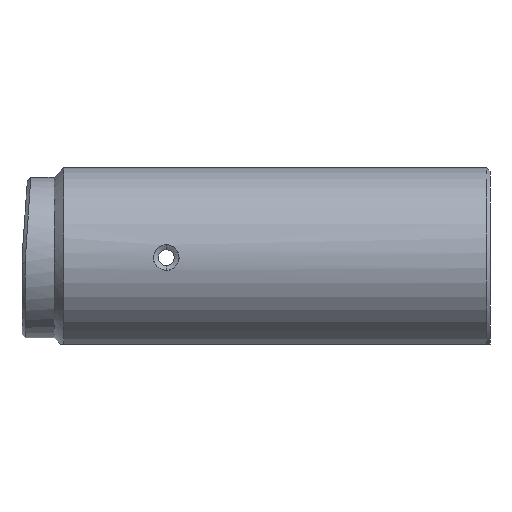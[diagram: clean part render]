
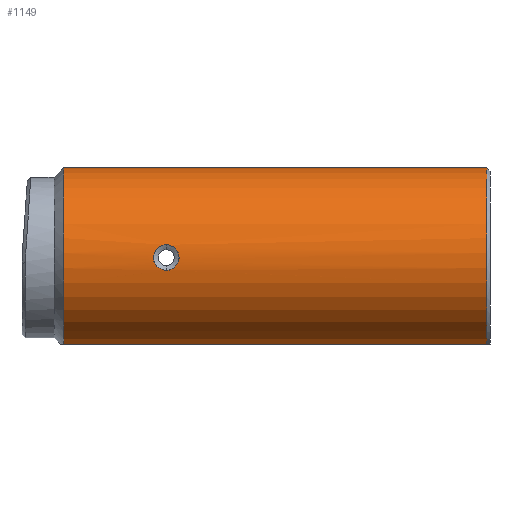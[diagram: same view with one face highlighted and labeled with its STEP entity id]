
A CAD part, front view. The second image highlights one B-rep face of the part: STEP entity #1149.
In plain terms, the highlighted cylindrical face has radius 14 mm (diameter 28 mm), a partial arc.
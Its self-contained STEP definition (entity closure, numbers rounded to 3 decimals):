
#16 = CARTESIAN_POINT ( 'NONE',  ( -0.5, 0., 14. ) ) ;
#33 = DIRECTION ( 'NONE',  ( 0., 0., 1. ) ) ;
#99 = CARTESIAN_POINT ( 'NONE',  ( -48.564, -13.991, 0.519 ) ) ;
#105 = CARTESIAN_POINT ( 'NONE',  ( -49.973, -13.864, -1.947 ) ) ;
#111 = DIRECTION ( 'NONE',  ( -1., 0., 0. ) ) ;
#135 = CARTESIAN_POINT ( 'NONE',  ( -50.632, -13.856, -2. ) ) ;
#164 = CARTESIAN_POINT ( 'NONE',  ( -52.447, -13.992, -0.525 ) ) ;
#170 = CARTESIAN_POINT ( 'NONE',  ( -52.008, -13.938, 1.321 ) ) ;
#182 = CARTESIAN_POINT ( 'NONE',  ( -66.5, 0., 14. ) ) ;
#188 = CARTESIAN_POINT ( 'NONE',  ( -66.5, -3.708, -13.5 ) ) ;
#194 = CARTESIAN_POINT ( 'NONE',  ( -51.72, -13.91, 1.59 ) ) ;
#218 = CARTESIAN_POINT ( 'NONE',  ( -51.145, -13.871, 1.898 ) ) ;
#222 = CARTESIAN_POINT ( 'NONE',  ( -52.298, -13.972, 0.886 ) ) ;
#265 = CARTESIAN_POINT ( 'NONE',  ( -51.02, -13.866, 1.936 ) ) ;
#274 = CARTESIAN_POINT ( 'NONE',  ( -48.5, -14., 0.134 ) ) ;
#280 = CARTESIAN_POINT ( 'NONE',  ( -50.5, -13.856, -2. ) ) ;
#283 = CARTESIAN_POINT ( 'NONE',  ( -0.5, -3.708, -13.5 ) ) ;
#326 = EDGE_CURVE ( 'NONE', #1026, #754, #1352, .T. ) ;
#384 = CARTESIAN_POINT ( 'NONE',  ( -52.235, -13.964, 1.003 ) ) ;
#396 = ORIENTED_EDGE ( 'NONE', *, *, #326, .T. ) ;
#406 = ORIENTED_EDGE ( 'NONE', *, *, #2067, .T. ) ;
#411 = VECTOR ( 'NONE', #644, 1000. ) ;
#432 = CARTESIAN_POINT ( 'NONE',  ( -50.631, -13.856, 2. ) ) ;
#445 = CARTESIAN_POINT ( 'NONE',  ( -48.513, -13.998, -0.261 ) ) ;
#512 = DIRECTION ( 'NONE',  ( 0., 0., -1. ) ) ;
#521 = CARTESIAN_POINT ( 'NONE',  ( -51.504, -13.892, 1.735 ) ) ;
#561 = CARTESIAN_POINT ( 'NONE',  ( -50.5, -13.856, -2. ) ) ;
#575 = CARTESIAN_POINT ( 'NONE',  ( -51.145, -13.871, -1.898 ) ) ;
#607 = EDGE_CURVE ( 'NONE', #1020, #754, #1017, .T. ) ;
#623 = CARTESIAN_POINT ( 'NONE',  ( -49.494, -13.891, 1.748 ) ) ;
#630 = CARTESIAN_POINT ( 'NONE',  ( -48.602, -13.986, -0.644 ) ) ;
#637 = CARTESIAN_POINT ( 'NONE',  ( 0., -3.708, -13.5 ) ) ;
#641 = AXIS2_PLACEMENT_3D ( 'NONE', #1965, #1292, #33 ) ;
#644 = DIRECTION ( 'NONE',  ( 1., 0., 0. ) ) ;
#680 = ORIENTED_EDGE ( 'NONE', *, *, #692, .T. ) ;
#692 = EDGE_CURVE ( 'NONE', #1144, #1254, #1123, .T. ) ;
#734 = EDGE_CURVE ( 'NONE', #1404, #1026, #962, .T. ) ;
#738 = CARTESIAN_POINT ( 'NONE',  ( -51.821, -13.919, 1.507 ) ) ;
#754 = VERTEX_POINT ( 'NONE', #182 ) ;
#807 = CARTESIAN_POINT ( 'NONE',  ( -48.994, -13.938, 1.323 ) ) ;
#814 = CARTESIAN_POINT ( 'NONE',  ( -48.764, -13.965, -1.001 ) ) ;
#895 = CARTESIAN_POINT ( 'NONE',  ( -52.436, -13.991, 0.519 ) ) ;
#929 = CARTESIAN_POINT ( 'NONE',  ( -50.5, -13.856, -2. ) ) ;
#960 = CARTESIAN_POINT ( 'NONE',  ( -50.5, -13.856, 2. ) ) ;
#962 = CIRCLE ( 'NONE', #1808, 14. ) ;
#985 = CARTESIAN_POINT ( 'NONE',  ( -48.765, -13.964, 1.003 ) ) ;
#994 = CARTESIAN_POINT ( 'NONE',  ( -48.993, -13.938, -1.321 ) ) ;
#1017 = CIRCLE ( 'NONE', #1579, 14. ) ;
#1020 = VERTEX_POINT ( 'NONE', #188 ) ;
#1026 = VERTEX_POINT ( 'NONE', #16 ) ;
#1030 = CARTESIAN_POINT ( 'NONE',  ( -51.018, -13.866, -1.936 ) ) ;
#1052 = EDGE_LOOP ( 'NONE', ( #680, #1638 ) ) ;
#1088 = CARTESIAN_POINT ( 'NONE',  ( -50.762, -13.858, -1.987 ) ) ;
#1104 = CARTESIAN_POINT ( 'NONE',  ( -52.398, -13.986, 0.644 ) ) ;
#1123 = B_SPLINE_CURVE_WITH_KNOTS ( 'NONE', 3,
 ( #561, #135, #1088, #1030, #575, #1600, #1567, #1199, #1764, #1708, #1631, #164, #2217, #1779, #2153, #895, #1104, #222, #384, #1440, #170, #738, #194, #521, #1446, #218, #265, #1508, #432, #1672 ),
 .UNSPECIFIED., .F., .F.,
 ( 4, 2, 2, 2, 2, 2, 2, 2, 2, 2, 2, 2, 2, 2, 4 ),
 ( 0., 0., 0.001, 0.001, 0.002, 0.002, 0.003, 0.004, 0.004, 0.004, 0.005, 0.005, 0.005, 0.006, 0.006 ),
 .UNSPECIFIED. ) ;
#1144 = VERTEX_POINT ( 'NONE', #929 ) ;
#1149 = ADVANCED_FACE ( 'NONE', ( #1744, #1799 ), #1241, .T. ) ;
#1167 = CARTESIAN_POINT ( 'NONE',  ( -50.239, -13.856, 2. ) ) ;
#1175 = B_SPLINE_CURVE_WITH_KNOTS ( 'NONE', 3,
 ( #2169, #1167, #1673, #623, #1850, #807, #2014, #985, #2179, #1176, #99, #1346, #274, #1520, #445, #1683, #630, #1861, #814, #2022, #994, #2187, #1183, #105, #1354, #280 ),
 .UNSPECIFIED., .F., .F.,
 ( 4, 2, 2, 2, 2, 2, 2, 2, 2, 2, 2, 2, 4 ),
 ( 0.006, 0.007, 0.008, 0.008, 0.009, 0.009, 0.009, 0.01, 0.01, 0.011, 0.011, 0.012, 0.013 ),
 .UNSPECIFIED. ) ;
#1176 = CARTESIAN_POINT ( 'NONE',  ( -48.603, -13.986, 0.646 ) ) ;
#1183 = CARTESIAN_POINT ( 'NONE',  ( -49.492, -13.891, -1.747 ) ) ;
#1187 = CARTESIAN_POINT ( 'NONE',  ( -0.5, 0., 0. ) ) ;
#1199 = CARTESIAN_POINT ( 'NONE',  ( -51.72, -13.91, -1.59 ) ) ;
#1241 = CYLINDRICAL_SURFACE ( 'NONE', #641, 14. ) ;
#1254 = VERTEX_POINT ( 'NONE', #960 ) ;
#1292 = DIRECTION ( 'NONE',  ( -1., 0., 0. ) ) ;
#1346 = CARTESIAN_POINT ( 'NONE',  ( -48.513, -13.998, 0.264 ) ) ;
#1352 = LINE ( 'NONE', #1943, #2236 ) ;
#1354 = CARTESIAN_POINT ( 'NONE',  ( -50.235, -13.856, -2. ) ) ;
#1359 = DIRECTION ( 'NONE',  ( 0., 0., 1. ) ) ;
#1376 = LINE ( 'NONE', #637, #411 ) ;
#1404 = VERTEX_POINT ( 'NONE', #283 ) ;
#1410 = EDGE_LOOP ( 'NONE', ( #1624, #396, #1675, #406 ) ) ;
#1440 = CARTESIAN_POINT ( 'NONE',  ( -52.09, -13.947, 1.22 ) ) ;
#1445 = EDGE_CURVE ( 'NONE', #1254, #1144, #1175, .T. ) ;
#1446 = CARTESIAN_POINT ( 'NONE',  ( -51.387, -13.884, 1.797 ) ) ;
#1508 = CARTESIAN_POINT ( 'NONE',  ( -50.763, -13.858, 1.987 ) ) ;
#1511 = DIRECTION ( 'NONE',  ( -1., 0., 0. ) ) ;
#1520 = CARTESIAN_POINT ( 'NONE',  ( -48.5, -14., -0.131 ) ) ;
#1567 = CARTESIAN_POINT ( 'NONE',  ( -51.502, -13.892, -1.736 ) ) ;
#1579 = AXIS2_PLACEMENT_3D ( 'NONE', #1970, #1511, #512 ) ;
#1600 = CARTESIAN_POINT ( 'NONE',  ( -51.388, -13.884, -1.797 ) ) ;
#1624 = ORIENTED_EDGE ( 'NONE', *, *, #734, .T. ) ;
#1631 = CARTESIAN_POINT ( 'NONE',  ( -52.248, -13.966, -1.007 ) ) ;
#1638 = ORIENTED_EDGE ( 'NONE', *, *, #1445, .T. ) ;
#1672 = CARTESIAN_POINT ( 'NONE',  ( -50.5, -13.856, 2. ) ) ;
#1673 = CARTESIAN_POINT ( 'NONE',  ( -49.975, -13.864, 1.947 ) ) ;
#1675 = ORIENTED_EDGE ( 'NONE', *, *, #607, .F. ) ;
#1683 = CARTESIAN_POINT ( 'NONE',  ( -48.564, -13.991, -0.517 ) ) ;
#1708 = CARTESIAN_POINT ( 'NONE',  ( -52.099, -13.947, -1.23 ) ) ;
#1714 = DIRECTION ( 'NONE',  ( -1., 0., 0. ) ) ;
#1744 = FACE_BOUND ( 'NONE', #1052, .T. ) ;
#1764 = CARTESIAN_POINT ( 'NONE',  ( -51.822, -13.919, -1.506 ) ) ;
#1779 = CARTESIAN_POINT ( 'NONE',  ( -52.5, -14., 0.13 ) ) ;
#1799 = FACE_OUTER_BOUND ( 'NONE', #1410, .T. ) ;
#1808 = AXIS2_PLACEMENT_3D ( 'NONE', #1187, #111, #1359 ) ;
#1850 = CARTESIAN_POINT ( 'NONE',  ( -49.271, -13.91, 1.599 ) ) ;
#1861 = CARTESIAN_POINT ( 'NONE',  ( -48.702, -13.972, -0.886 ) ) ;
#1943 = CARTESIAN_POINT ( 'NONE',  ( 0., 0., 14. ) ) ;
#1965 = CARTESIAN_POINT ( 'NONE',  ( 0., 0., 0. ) ) ;
#1970 = CARTESIAN_POINT ( 'NONE',  ( -66.5, 0., 0. ) ) ;
#2014 = CARTESIAN_POINT ( 'NONE',  ( -48.91, -13.947, 1.22 ) ) ;
#2022 = CARTESIAN_POINT ( 'NONE',  ( -48.909, -13.947, -1.218 ) ) ;
#2067 = EDGE_CURVE ( 'NONE', #1020, #1404, #1376, .T. ) ;
#2153 = CARTESIAN_POINT ( 'NONE',  ( -52.487, -13.998, 0.263 ) ) ;
#2169 = CARTESIAN_POINT ( 'NONE',  ( -50.5, -13.856, 2. ) ) ;
#2179 = CARTESIAN_POINT ( 'NONE',  ( -48.703, -13.972, 0.889 ) ) ;
#2187 = CARTESIAN_POINT ( 'NONE',  ( -49.269, -13.91, -1.598 ) ) ;
#2217 = CARTESIAN_POINT ( 'NONE',  ( -52.5, -14., -0.262 ) ) ;
#2236 = VECTOR ( 'NONE', #1714, 1000. ) ;
